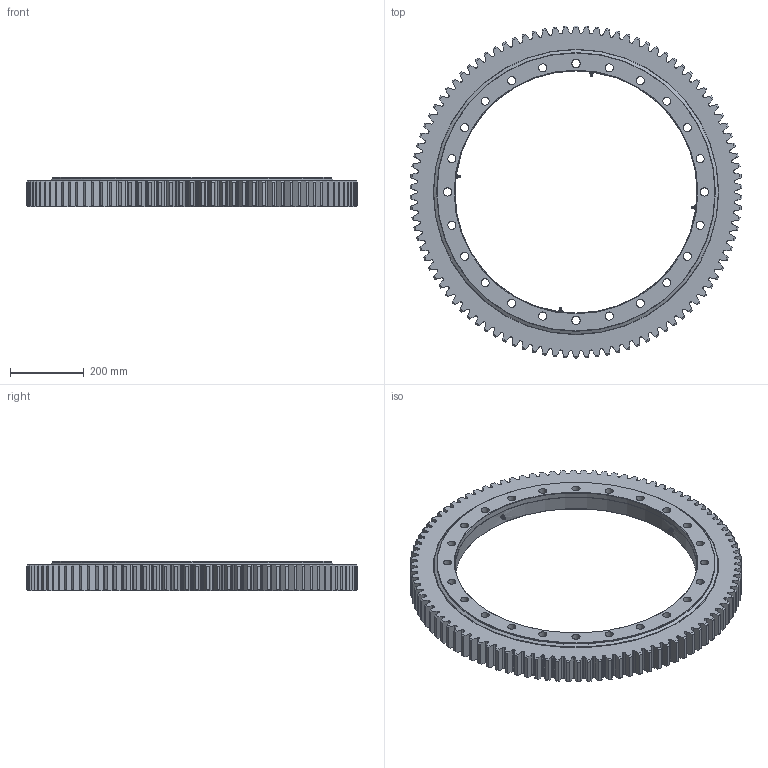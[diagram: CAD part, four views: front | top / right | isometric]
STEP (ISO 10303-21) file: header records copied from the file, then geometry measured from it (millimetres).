
FILE_DESCRIPTION (( 'STEP AP214' ), '1' );
FILE_NAME ('E.900.25.00.B.STEP', '2018-07-09T07:27:11', ( '' ), ( '' ), 'SwSTEP 2.0', 'SolidWorks 2016', '' );
FILE_SCHEMA (( 'AUTOMOTIVE_DESIGN' ));
Length unit declared in the file: millimetre
Products named in the file (7): C.898.B25B.A3N.1 - IR Seal; E.900.25.00.B; Ball D25; C.898.B25B.A3N.1 - OR; Grease nipple M10x1mm; C.898.B25B.A3N.1 - IR; C.898.B25B.A3N.1 - OR Seal
Assembly tree (90 placements, depth 2):
  E.900.25.00.B
    C.898.B25B.A3N.1 - IR
    C.898.B25B.A3N.1 - OR
    Ball D25  x82
    C.898.B25B.A3N.1 - IR Seal
    C.898.B25B.A3N.1 - OR Seal
    Grease nipple M10x1mm  x4
Bounding box: 897.76 x 898 x 80 mm (x, y, z)
Volume: 15934159.9 mm3; surface area: 1908839.2 mm2
Topology: 90 solids, 90 shells, 1308 faces, 3741 edges, 2461 vertices
Faces by surface type: bspline 490, cone 290, plane 252, cylinder 175, sphere 82, torus 19
Full cylindrical faces by diameter (mm): 3 x4, 5 x4, 9 x4, 10 x4, 17.5 x24, 22 x24, 655 x1, 657 x1, 740 x2, 751 x1, 754 x4, 755 x1, 757 x1, 768 x2
Entity records: 42776 total; most frequent: CARTESIAN_POINT 15711, ORIENTED_EDGE 6340, DIRECTION 3824, EDGE_CURVE 3170, VERTEX_POINT 2164, B_SPLINE_CURVE_WITH_KNOTS 1416, EDGE_LOOP 1340, AXIS2_PLACEMENT_3D 1321
